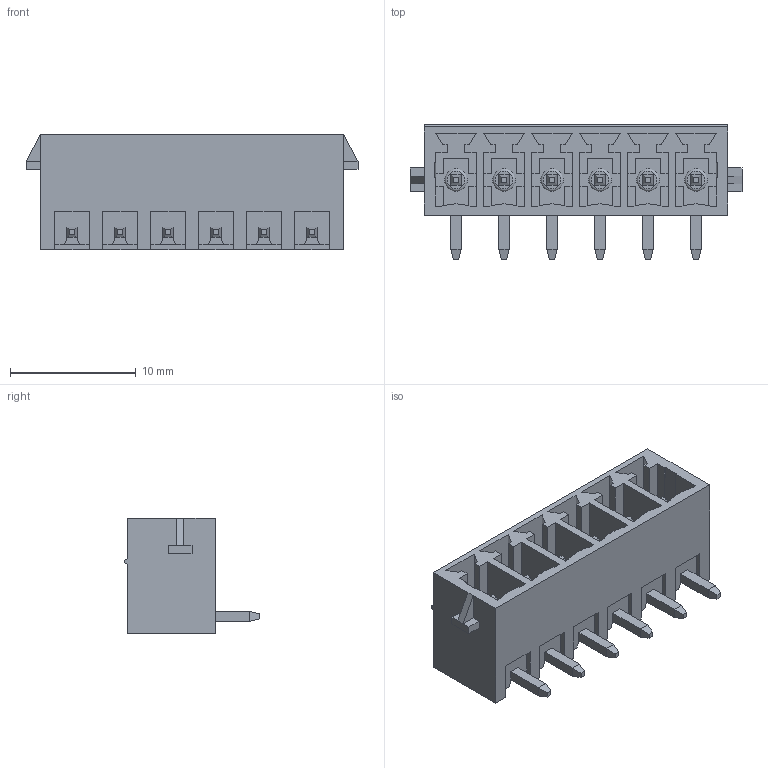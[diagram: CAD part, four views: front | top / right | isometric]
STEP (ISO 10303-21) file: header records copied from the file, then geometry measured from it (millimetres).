
FILE_DESCRIPTION( ( 'Unknown' ), '1' );
FILE_NAME( '691305340006.stp', 'Unknown', ( 'Unknown' ), ( 'Unknown' ), 'PSStep 18.0.17', 'Unknown', ' ' );
FILE_SCHEMA( ( 'AUTOMOTIVE_DESIGN { 1 0 10303 214 1 1 1 1 }' ) );
Length unit declared in the file: millimetre
Products named in the file (3): Assem1; 6913053400xx_PIN; 691305340006
Assembly tree (7 placements, depth 2):
  Assem1
    6913053400xx_PIN  x6
    691305340006
Bounding box: 26.35 x 10.7 x 9.2 mm (x, y, z)
Volume: 791.3 mm3; surface area: 2342.2 mm2
Topology: 7 solids, 7 shells, 392 faces, 1060 edges, 688 vertices
Faces by surface type: plane 367, cylinder 19, torus 6
Full cylindrical faces by diameter (mm): 1.8 x6
Entity records: 12267 total; most frequent: CARTESIAN_POINT 1744, ORIENTED_EDGE 1714, DIRECTION 1533, EDGE_CURVE 857, LINE 811, VECTOR 811, VERTEX_POINT 572, AXIS2_PLACEMENT_3D 361
